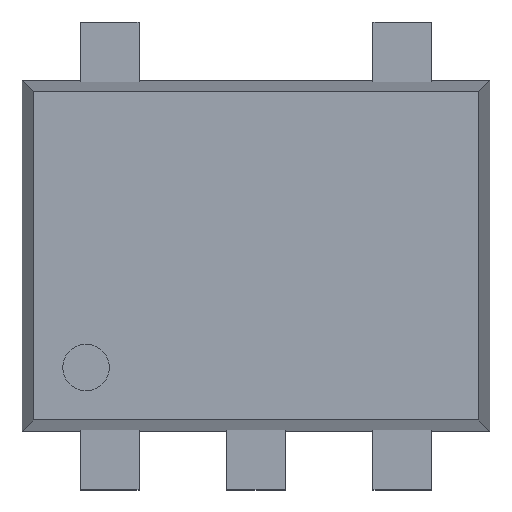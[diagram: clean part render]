
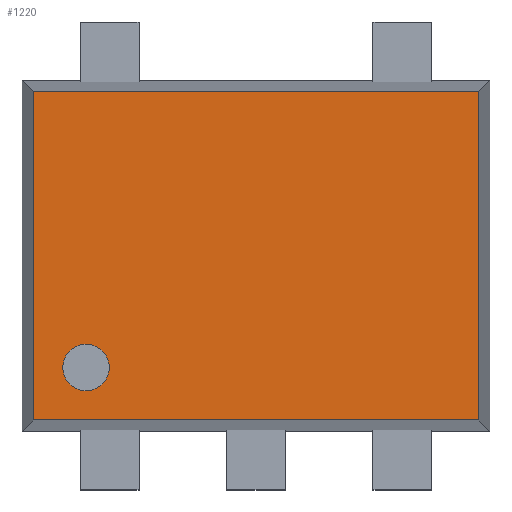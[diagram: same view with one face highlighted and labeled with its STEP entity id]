
A CAD part, top view. The second image highlights one B-rep face of the part: STEP entity #1220.
In plain terms, the highlighted planar face has unit normal (0, 0, 1).
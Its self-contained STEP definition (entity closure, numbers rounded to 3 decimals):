
#774 = VERTEX_POINT('',#775);
#775 = CARTESIAN_POINT('',(-0.502,-0.382,0.6));
#781 = EDGE_CURVE('',#782,#774,#784,.T.);
#782 = VERTEX_POINT('',#783);
#783 = CARTESIAN_POINT('',(-0.661,-0.382,0.6));
#784 = CIRCLE('',#785,0.08);
#785 = AXIS2_PLACEMENT_3D('',#786,#787,#788);
#786 = CARTESIAN_POINT('',(-0.581,-0.382,0.6));
#787 = DIRECTION('',(0.,0.,1.));
#788 = DIRECTION('',(1.,0.,0.));
#832 = VERTEX_POINT('',#833);
#833 = CARTESIAN_POINT('',(-0.762,0.562,0.6));
#839 = EDGE_CURVE('',#840,#832,#842,.T.);
#840 = VERTEX_POINT('',#841);
#841 = CARTESIAN_POINT('',(0.762,0.562,0.6));
#842 = LINE('',#843,#844);
#843 = CARTESIAN_POINT('',(-0.8,0.562,0.6));
#844 = VECTOR('',#845,1.);
#845 = DIRECTION('',(-1.,0.,0.));
#936 = VERTEX_POINT('',#937);
#937 = CARTESIAN_POINT('',(0.762,-0.562,0.6));
#943 = EDGE_CURVE('',#944,#936,#946,.T.);
#944 = VERTEX_POINT('',#945);
#945 = CARTESIAN_POINT('',(-0.762,-0.562,0.6));
#946 = LINE('',#947,#948);
#947 = CARTESIAN_POINT('',(-0.8,-0.562,0.6));
#948 = VECTOR('',#949,1.);
#949 = DIRECTION('',(1.,0.,0.));
#1190 = EDGE_CURVE('',#936,#840,#1191,.T.);
#1191 = LINE('',#1192,#1193);
#1192 = CARTESIAN_POINT('',(0.762,-0.6,0.6));
#1193 = VECTOR('',#1194,1.);
#1194 = DIRECTION('',(0.,1.,0.));
#1207 = EDGE_CURVE('',#832,#944,#1208,.T.);
#1208 = LINE('',#1209,#1210);
#1209 = CARTESIAN_POINT('',(-0.762,-0.6,0.6));
#1210 = VECTOR('',#1211,1.);
#1211 = DIRECTION('',(0.,-1.,0.));
#1220 = ADVANCED_FACE('',(#1221,#1231),#1237,.T.);
#1221 = FACE_BOUND('',#1222,.T.);
#1222 = EDGE_LOOP('',(#1223,#1230));
#1223 = ORIENTED_EDGE('',*,*,#1224,.F.);
#1224 = EDGE_CURVE('',#774,#782,#1225,.T.);
#1225 = CIRCLE('',#1226,0.08);
#1226 = AXIS2_PLACEMENT_3D('',#1227,#1228,#1229);
#1227 = CARTESIAN_POINT('',(-0.581,-0.382,0.6));
#1228 = DIRECTION('',(0.,0.,1.));
#1229 = DIRECTION('',(1.,0.,0.));
#1230 = ORIENTED_EDGE('',*,*,#781,.F.);
#1231 = FACE_BOUND('',#1232,.T.);
#1232 = EDGE_LOOP('',(#1233,#1234,#1235,#1236));
#1233 = ORIENTED_EDGE('',*,*,#943,.T.);
#1234 = ORIENTED_EDGE('',*,*,#1190,.T.);
#1235 = ORIENTED_EDGE('',*,*,#839,.T.);
#1236 = ORIENTED_EDGE('',*,*,#1207,.T.);
#1237 = PLANE('',#1238);
#1238 = AXIS2_PLACEMENT_3D('',#1239,#1240,#1241);
#1239 = CARTESIAN_POINT('',(0.,0.,
    0.6));
#1240 = DIRECTION('',(0.,0.,1.));
#1241 = DIRECTION('',(0.,-1.,0.));
